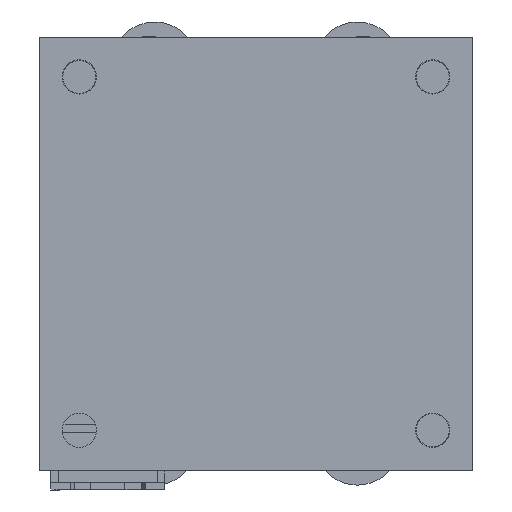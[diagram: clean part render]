
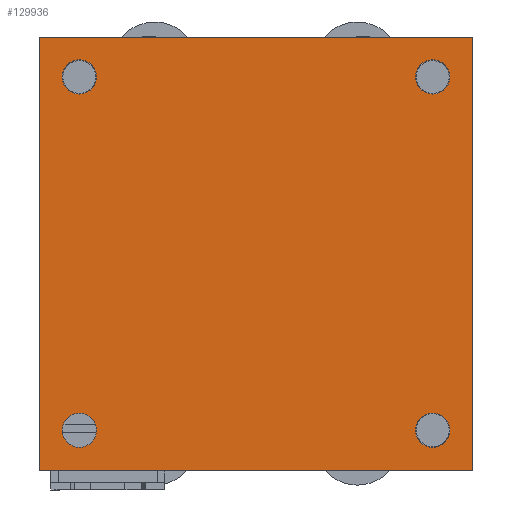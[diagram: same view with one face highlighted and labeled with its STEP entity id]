
A CAD part, front view. The second image highlights one B-rep face of the part: STEP entity #129936.
In plain terms, the highlighted planar face has unit normal (0, -1, 0).
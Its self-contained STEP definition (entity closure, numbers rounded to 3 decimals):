
#508 = DIRECTION ( 'NONE',  ( 0., -1., 0. ) ) ;
#1869 = EDGE_CURVE ( 'NONE', #46246, #121297, #28723, .T. ) ;
#3199 = CARTESIAN_POINT ( 'NONE',  ( 15.5, 0., 15.5 ) ) ;
#3745 = EDGE_CURVE ( 'NONE', #165267, #160344, #87121, .T. ) ;
#4230 = FACE_BOUND ( 'NONE', #150132, .T. ) ;
#4936 = CARTESIAN_POINT ( 'NONE',  ( -19., 0., 19. ) ) ;
#9081 = VERTEX_POINT ( 'NONE', #181873 ) ;
#11416 = DIRECTION ( 'NONE',  ( 0., 0., 1. ) ) ;
#13083 = EDGE_CURVE ( 'NONE', #15050, #165267, #191379, .T. ) ;
#14217 = AXIS2_PLACEMENT_3D ( 'NONE', #137346, #508, #61313 ) ;
#14926 = EDGE_CURVE ( 'NONE', #179578, #158461, #194953, .T. ) ;
#15050 = VERTEX_POINT ( 'NONE', #70894 ) ;
#15179 = DIRECTION ( 'NONE',  ( 0., 0., -1. ) ) ;
#17775 = VECTOR ( 'NONE', #11416, 1000. ) ;
#18175 = AXIS2_PLACEMENT_3D ( 'NONE', #133970, #194818, #57929 ) ;
#18416 = ORIENTED_EDGE ( 'NONE', *, *, #172558, .F. ) ;
#21057 = DIRECTION ( 'NONE',  ( 1., 0., 0. ) ) ;
#22751 = AXIS2_PLACEMENT_3D ( 'NONE', #51054, #112045, #173007 ) ;
#24311 = CARTESIAN_POINT ( 'NONE',  ( 15.5, 0., 14. ) ) ;
#28689 = CIRCLE ( 'NONE', #140393, 1.5 ) ;
#28723 = CIRCLE ( 'NONE', #140420, 1.5 ) ;
#37467 = VECTOR ( 'NONE', #21057, 1000. ) ;
#37616 = CARTESIAN_POINT ( 'NONE',  ( 15.5, 0., 15.5 ) ) ;
#38184 = EDGE_CURVE ( 'NONE', #197046, #98595, #104244, .T. ) ;
#40222 = DIRECTION ( 'NONE',  ( 0., -1., 0. ) ) ;
#42094 = ORIENTED_EDGE ( 'NONE', *, *, #1869, .F. ) ;
#46246 = VERTEX_POINT ( 'NONE', #156594 ) ;
#49637 = EDGE_CURVE ( 'NONE', #158461, #179578, #100218, .T. ) ;
#50046 = CARTESIAN_POINT ( 'NONE',  ( 0., 0., 0. ) ) ;
#51054 = CARTESIAN_POINT ( 'NONE',  ( 15.5, 0., -15.5 ) ) ;
#52328 = EDGE_CURVE ( 'NONE', #9081, #87194, #71044, .T. ) ;
#54509 = CARTESIAN_POINT ( 'NONE',  ( -19., 0., -19. ) ) ;
#55731 = CIRCLE ( 'NONE', #167547, 1.5 ) ;
#56632 = DIRECTION ( 'NONE',  ( 0., 0., -1. ) ) ;
#57929 = DIRECTION ( 'NONE',  ( 0., 0., -1. ) ) ;
#61313 = DIRECTION ( 'NONE',  ( 0., 0., -1. ) ) ;
#64018 = DIRECTION ( 'NONE',  ( 0., -1., 0. ) ) ;
#65050 = FACE_BOUND ( 'NONE', #159585, .T. ) ;
#68462 = ORIENTED_EDGE ( 'NONE', *, *, #13083, .F. ) ;
#70894 = CARTESIAN_POINT ( 'NONE',  ( 19., 0., -19. ) ) ;
#71044 = CIRCLE ( 'NONE', #182827, 1.5 ) ;
#77966 = ORIENTED_EDGE ( 'NONE', *, *, #52328, .F. ) ;
#80035 = FACE_BOUND ( 'NONE', #163717, .T. ) ;
#87121 = LINE ( 'NONE', #148264, #17775 ) ;
#87194 = VERTEX_POINT ( 'NONE', #101394 ) ;
#89909 = ORIENTED_EDGE ( 'NONE', *, *, #163101, .F. ) ;
#90966 = LINE ( 'NONE', #152033, #170429 ) ;
#92326 = EDGE_CURVE ( 'NONE', #121297, #46246, #55731, .T. ) ;
#94833 = DIRECTION ( 'NONE',  ( 0., -1., 0. ) ) ;
#95428 = CARTESIAN_POINT ( 'NONE',  ( 15.5, 0., -17. ) ) ;
#96861 = LINE ( 'NONE', #157920, #37467 ) ;
#98542 = DIRECTION ( 'NONE',  ( 0., -1., 0. ) ) ;
#98595 = VERTEX_POINT ( 'NONE', #195794 ) ;
#100218 = CIRCLE ( 'NONE', #14217, 1.5 ) ;
#101078 = VERTEX_POINT ( 'NONE', #192941 ) ;
#101170 = DIRECTION ( 'NONE',  ( 0., 0., -1. ) ) ;
#101394 = CARTESIAN_POINT ( 'NONE',  ( -15.5, 0., 14. ) ) ;
#104244 = CIRCLE ( 'NONE', #18175, 1.5 ) ;
#105603 = ORIENTED_EDGE ( 'NONE', *, *, #14926, .F. ) ;
#110835 = AXIS2_PLACEMENT_3D ( 'NONE', #50046, #111024, #172004 ) ;
#111024 = DIRECTION ( 'NONE',  ( 0., -1., 0. ) ) ;
#112045 = DIRECTION ( 'NONE',  ( 0., -1., 0. ) ) ;
#115553 = DIRECTION ( 'NONE',  ( -1., 0., 0. ) ) ;
#118317 = CARTESIAN_POINT ( 'NONE',  ( -19., 0., -19. ) ) ;
#120930 = VECTOR ( 'NONE', #115553, 1000. ) ;
#121297 = VERTEX_POINT ( 'NONE', #24311 ) ;
#125023 = DIRECTION ( 'NONE',  ( 0., 0., -1. ) ) ;
#125484 = CIRCLE ( 'NONE', #151080, 1.5 ) ;
#126070 = FACE_OUTER_BOUND ( 'NONE', #194267, .T. ) ;
#129936 = ADVANCED_FACE ( 'NONE', ( #80035, #141052, #4230, #65050, #126070 ), #186919, .T. ) ;
#132700 = CARTESIAN_POINT ( 'NONE',  ( -15.5, 0., -15.5 ) ) ;
#133371 = ORIENTED_EDGE ( 'NONE', *, *, #186696, .F. ) ;
#133970 = CARTESIAN_POINT ( 'NONE',  ( -15.5, 0., -15.5 ) ) ;
#136564 = CARTESIAN_POINT ( 'NONE',  ( 15.5, 0., -14. ) ) ;
#137346 = CARTESIAN_POINT ( 'NONE',  ( 15.5, 0., -15.5 ) ) ;
#140393 = AXIS2_PLACEMENT_3D ( 'NONE', #132700, #193525, #56632 ) ;
#140420 = AXIS2_PLACEMENT_3D ( 'NONE', #3199, #64018, #125023 ) ;
#141052 = FACE_BOUND ( 'NONE', #195575, .T. ) ;
#148264 = CARTESIAN_POINT ( 'NONE',  ( -19., 0., 19. ) ) ;
#150048 = EDGE_CURVE ( 'NONE', #101078, #15050, #90966, .T. ) ;
#150132 = EDGE_LOOP ( 'NONE', ( #42094, #176265 ) ) ;
#151080 = AXIS2_PLACEMENT_3D ( 'NONE', #185721, #94833, #155859 ) ;
#152033 = CARTESIAN_POINT ( 'NONE',  ( 19., 0., 19. ) ) ;
#155859 = DIRECTION ( 'NONE',  ( 0., 0., -1. ) ) ;
#156594 = CARTESIAN_POINT ( 'NONE',  ( 15.5, 0., 17. ) ) ;
#157920 = CARTESIAN_POINT ( 'NONE',  ( -19., 0., 19. ) ) ;
#158461 = VERTEX_POINT ( 'NONE', #136564 ) ;
#159568 = DIRECTION ( 'NONE',  ( 0., 0., -1. ) ) ;
#159585 = EDGE_LOOP ( 'NONE', ( #77966, #133371 ) ) ;
#159955 = ORIENTED_EDGE ( 'NONE', *, *, #49637, .F. ) ;
#160344 = VERTEX_POINT ( 'NONE', #4936 ) ;
#163101 = EDGE_CURVE ( 'NONE', #160344, #101078, #96861, .T. ) ;
#163717 = EDGE_LOOP ( 'NONE', ( #174104, #18416 ) ) ;
#165267 = VERTEX_POINT ( 'NONE', #118317 ) ;
#167547 = AXIS2_PLACEMENT_3D ( 'NONE', #37616, #98542, #159568 ) ;
#170429 = VECTOR ( 'NONE', #15179, 1000. ) ;
#172004 = DIRECTION ( 'NONE',  ( 0., 0., -1. ) ) ;
#172558 = EDGE_CURVE ( 'NONE', #98595, #197046, #28689, .T. ) ;
#173007 = DIRECTION ( 'NONE',  ( 0., 0., -1. ) ) ;
#173941 = ORIENTED_EDGE ( 'NONE', *, *, #150048, .F. ) ;
#174104 = ORIENTED_EDGE ( 'NONE', *, *, #38184, .F. ) ;
#176265 = ORIENTED_EDGE ( 'NONE', *, *, #92326, .F. ) ;
#177139 = CARTESIAN_POINT ( 'NONE',  ( -15.5, 0., 15.5 ) ) ;
#179578 = VERTEX_POINT ( 'NONE', #95428 ) ;
#181873 = CARTESIAN_POINT ( 'NONE',  ( -15.5, 0., 17. ) ) ;
#182113 = ORIENTED_EDGE ( 'NONE', *, *, #3745, .F. ) ;
#182238 = CARTESIAN_POINT ( 'NONE',  ( -15.5, 0., -14. ) ) ;
#182827 = AXIS2_PLACEMENT_3D ( 'NONE', #177139, #40222, #101170 ) ;
#185721 = CARTESIAN_POINT ( 'NONE',  ( -15.5, 0., 15.5 ) ) ;
#186696 = EDGE_CURVE ( 'NONE', #87194, #9081, #125484, .T. ) ;
#186919 = PLANE ( 'NONE',  #110835 ) ;
#191379 = LINE ( 'NONE', #54509, #120930 ) ;
#192941 = CARTESIAN_POINT ( 'NONE',  ( 19., 0., 19. ) ) ;
#193525 = DIRECTION ( 'NONE',  ( 0., -1., 0. ) ) ;
#194267 = EDGE_LOOP ( 'NONE', ( #173941, #89909, #182113, #68462 ) ) ;
#194818 = DIRECTION ( 'NONE',  ( 0., -1., 0. ) ) ;
#194953 = CIRCLE ( 'NONE', #22751, 1.5 ) ;
#195575 = EDGE_LOOP ( 'NONE', ( #159955, #105603 ) ) ;
#195794 = CARTESIAN_POINT ( 'NONE',  ( -15.5, 0., -17. ) ) ;
#197046 = VERTEX_POINT ( 'NONE', #182238 ) ;
